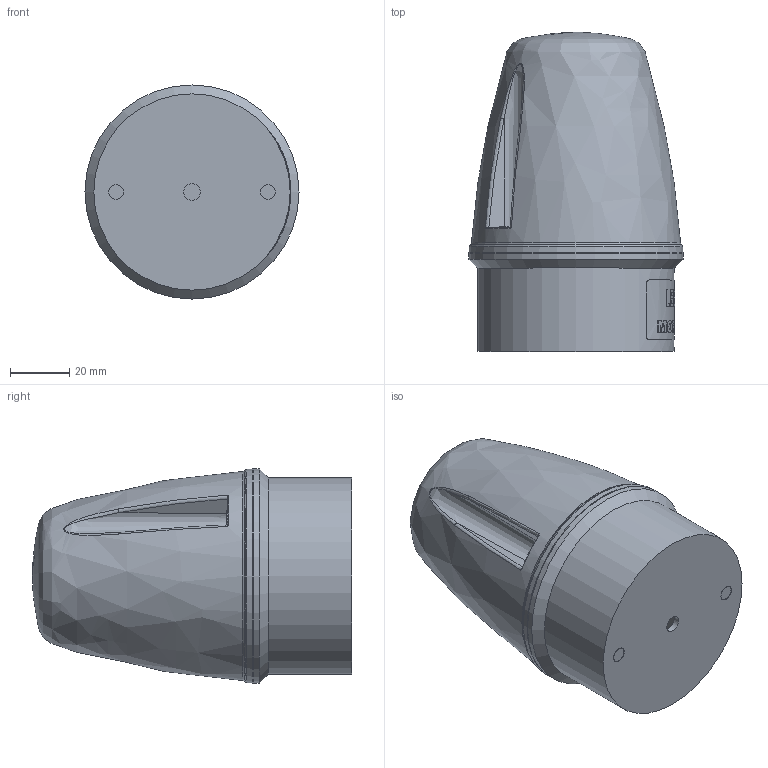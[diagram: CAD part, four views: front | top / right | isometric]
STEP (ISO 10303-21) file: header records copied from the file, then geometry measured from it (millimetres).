
FILE_DESCRIPTION (( 'STEP AP214' ), '1' );
FILE_NAME ('Moflash LED100.STEP', '2015-10-23T12:29:18', ( '' ), ( '' ), 'SwSTEP 2.0', 'SolidWorks 2015', '' );
FILE_SCHEMA (( 'AUTOMOTIVE_DESIGN' ));
Length unit declared in the file: millimetre
Products named in the file (1): Moflash LED100
Bounding box: 72 x 107.27 x 72 mm (x, y, z)
Volume: 214174 mm3; surface area: 52395.5 mm2
Topology: 2 solids, 2 shells, 280 faces, 777 edges, 535 vertices
Faces by surface type: plane 114, bspline 101, cylinder 45, torus 13, cone 7
Full cylindrical faces by diameter (mm): 2.3 x2, 3.5 x2, 4 x2, 5 x4, 5.5 x1, 6 x2, 66 x2, 72 x1
Entity records: 23389 total; most frequent: CARTESIAN_POINT 14145, ORIENTED_EDGE 1456, DIRECTION 891, EDGE_CURVE 728, VERTEX_POINT 522, B_SPLINE_CURVE_WITH_KNOTS 377, AXIS2_PLACEMENT_3D 360, EDGE_LOOP 356
